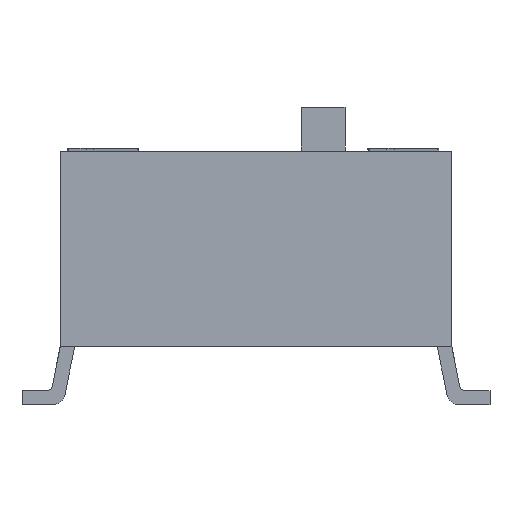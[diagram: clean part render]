
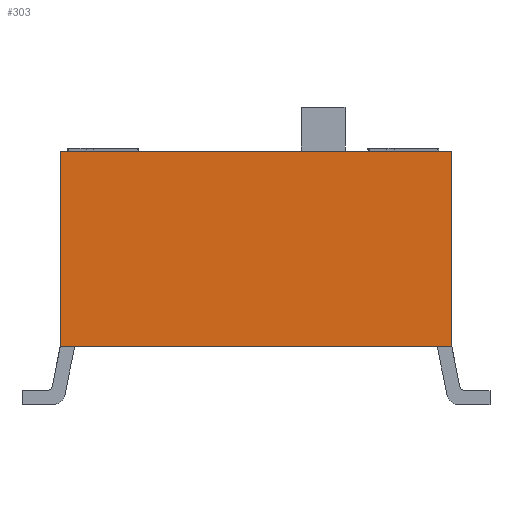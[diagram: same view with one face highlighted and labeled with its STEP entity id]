
A CAD part, left-side view. The second image highlights one B-rep face of the part: STEP entity #303.
In plain terms, the highlighted planar face has unit normal (-1, 0, 0).
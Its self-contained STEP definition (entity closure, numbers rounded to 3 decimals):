
#303 = ADVANCED_FACE( '', ( #797 ), #798, .F. );
#797 = FACE_OUTER_BOUND( '', #1507, .T. );
#798 = PLANE( '', #1508 );
#1507 = EDGE_LOOP( '', ( #2460, #2461, #2462, #2463 ) );
#1508 = AXIS2_PLACEMENT_3D( '', #2464, #2465, #2466 );
#2460 = ORIENTED_EDGE( '', *, *, #4860, .T. );
#2461 = ORIENTED_EDGE( '', *, *, #4861, .F. );
#2462 = ORIENTED_EDGE( '', *, *, #4862, .F. );
#2463 = ORIENTED_EDGE( '', *, *, #4863, .T. );
#2464 = CARTESIAN_POINT( '', ( -6.16, 3.505, 3.505 ) );
#2465 = DIRECTION( '', ( 1., 0., 0. ) );
#2466 = DIRECTION( '', ( 0., 0., -1. ) );
#4860 = EDGE_CURVE( '', #5805, #5806, #5807, .T. );
#4861 = EDGE_CURVE( '', #5808, #5806, #5809, .T. );
#4862 = EDGE_CURVE( '', #5810, #5808, #5811, .T. );
#4863 = EDGE_CURVE( '', #5810, #5805, #5812, .T. );
#5805 = VERTEX_POINT( '', #7264 );
#5806 = VERTEX_POINT( '', #7265 );
#5807 = LINE( '', #7266, #7267 );
#5808 = VERTEX_POINT( '', #7268 );
#5809 = LINE( '', #7269, #7270 );
#5810 = VERTEX_POINT( '', #7271 );
#5811 = LINE( '', #7272, #7273 );
#5812 = LINE( '', #7274, #7275 );
#7264 = CARTESIAN_POINT( '', ( -6.16, 3.505, 0. ) );
#7265 = CARTESIAN_POINT( '', ( -6.16, -3.505, 0. ) );
#7266 = CARTESIAN_POINT( '', ( -6.16, 3.505, 0. ) );
#7267 = VECTOR( '', #9633, 1000. );
#7268 = CARTESIAN_POINT( '', ( -6.16, -3.505, 3.505 ) );
#7269 = CARTESIAN_POINT( '', ( -6.16, -3.505, 3.505 ) );
#7270 = VECTOR( '', #9634, 1000. );
#7271 = CARTESIAN_POINT( '', ( -6.16, 3.505, 3.505 ) );
#7272 = CARTESIAN_POINT( '', ( -6.16, 3.505, 3.505 ) );
#7273 = VECTOR( '', #9635, 1000. );
#7274 = CARTESIAN_POINT( '', ( -6.16, 3.505, 3.505 ) );
#7275 = VECTOR( '', #9636, 1000. );
#9633 = DIRECTION( '', ( 0., -1., 0. ) );
#9634 = DIRECTION( '', ( 0., 0., -1. ) );
#9635 = DIRECTION( '', ( 0., -1., 0. ) );
#9636 = DIRECTION( '', ( 0., 0., -1. ) );
